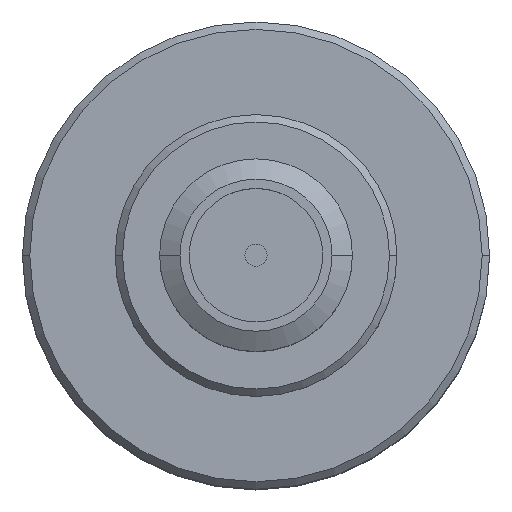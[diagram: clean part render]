
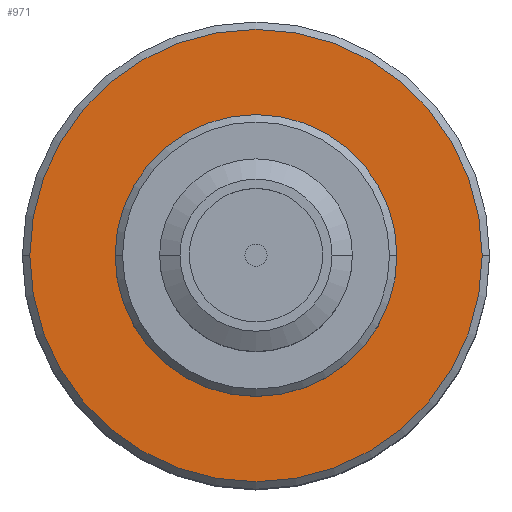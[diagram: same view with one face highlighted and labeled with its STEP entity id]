
A CAD part, top view. The second image highlights one B-rep face of the part: STEP entity #971.
In plain terms, the highlighted planar face has unit normal (0, 0, 1).
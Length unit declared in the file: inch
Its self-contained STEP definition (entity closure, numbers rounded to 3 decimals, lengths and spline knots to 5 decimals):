
#178 = VERTEX_POINT ( 'NONE', #1370 ) ;
#180 = EDGE_CURVE ( 'NONE', #178, #183, #1363, .T. ) ;
#183 = VERTEX_POINT ( 'NONE', #1318 ) ;
#258 = VERTEX_POINT ( 'NONE', #1349 ) ;
#332 = EDGE_CURVE ( 'NONE', #258, #431, #1607, .T. ) ;
#431 = VERTEX_POINT ( 'NONE', #2720 ) ;
#525 = EDGE_CURVE ( 'NONE', #183, #178, #1880, .T. ) ;
#532 = EDGE_LOOP ( 'NONE', ( #909, #972 ) ) ;
#572 = EDGE_CURVE ( 'NONE', #431, #258, #1825, .T. ) ;
#573 = ORIENTED_EDGE ( 'NONE', *, *, #332, .F. ) ;
#800 = EDGE_LOOP ( 'NONE', ( #931, #573 ) ) ;
#909 = ORIENTED_EDGE ( 'NONE', *, *, #525, .T. ) ;
#931 = ORIENTED_EDGE ( 'NONE', *, *, #572, .F. ) ;
#971 = ADVANCED_FACE ( 'NONE', ( #2493, #2470 ), #2430, .T. ) ;
#972 = ORIENTED_EDGE ( 'NONE', *, *, #180, .T. ) ;
#1001 = AXIS2_PLACEMENT_3D ( 'NONE', #1306, #1348, #1555 ) ;
#1306 = CARTESIAN_POINT ( 'NONE',  ( 0., 0., 0.156 ) ) ;
#1318 = CARTESIAN_POINT ( 'NONE',  ( -0.305, 0., 0.156 ) ) ;
#1348 = DIRECTION ( 'NONE',  ( 0., 0., 1. ) ) ;
#1349 = CARTESIAN_POINT ( 'NONE',  ( 0.19, 0., 0.156 ) ) ;
#1360 = DIRECTION ( 'NONE',  ( 1., 0., 0. ) ) ;
#1361 = DIRECTION ( 'NONE',  ( 0., 0., 1. ) ) ;
#1362 = AXIS2_PLACEMENT_3D ( 'NONE', #1372, #1361, #1360 ) ;
#1363 = CIRCLE ( 'NONE', #1362, 0.305 ) ;
#1370 = CARTESIAN_POINT ( 'NONE',  ( 0.305, 0., 0.156 ) ) ;
#1372 = CARTESIAN_POINT ( 'NONE',  ( 0., 0., 0.156 ) ) ;
#1555 = DIRECTION ( 'NONE',  ( 1., 0., 0. ) ) ;
#1607 = CIRCLE ( 'NONE', #1001, 0.19 ) ;
#1758 = CARTESIAN_POINT ( 'NONE',  ( 0., 0., 0.156 ) ) ;
#1814 = DIRECTION ( 'NONE',  ( 1., 0., 0. ) ) ;
#1815 = DIRECTION ( 'NONE',  ( 0., 0., 1. ) ) ;
#1816 = CARTESIAN_POINT ( 'NONE',  ( 0., 0., 0.156 ) ) ;
#1825 = CIRCLE ( 'NONE', #1830, 0.19 ) ;
#1830 = AXIS2_PLACEMENT_3D ( 'NONE', #1816, #1815, #1814 ) ;
#1877 = DIRECTION ( 'NONE',  ( 1., 0., 0. ) ) ;
#1878 = DIRECTION ( 'NONE',  ( 0., 0., 1. ) ) ;
#1879 = AXIS2_PLACEMENT_3D ( 'NONE', #1758, #1878, #1877 ) ;
#1880 = CIRCLE ( 'NONE', #1879, 0.305 ) ;
#2430 = PLANE ( 'NONE',  #2480 ) ;
#2451 = DIRECTION ( 'NONE',  ( 1., 0., 0. ) ) ;
#2452 = DIRECTION ( 'NONE',  ( 0., 0., 1. ) ) ;
#2459 = CARTESIAN_POINT ( 'NONE',  ( 0., 0., 0.156 ) ) ;
#2470 = FACE_BOUND ( 'NONE', #800, .T. ) ;
#2480 = AXIS2_PLACEMENT_3D ( 'NONE', #2459, #2452, #2451 ) ;
#2493 = FACE_OUTER_BOUND ( 'NONE', #532, .T. ) ;
#2720 = CARTESIAN_POINT ( 'NONE',  ( -0.19, 0., 0.156 ) ) ;
